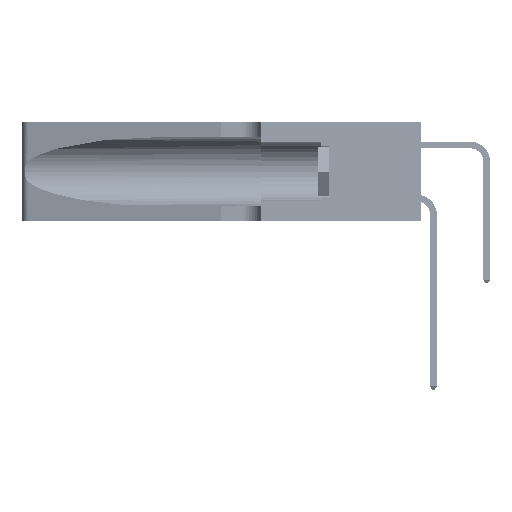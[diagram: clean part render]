
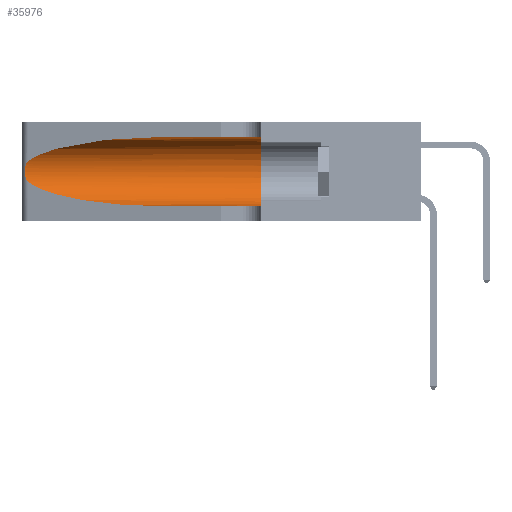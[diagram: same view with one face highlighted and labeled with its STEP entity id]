
A CAD part, left-side view. The second image highlights one B-rep face of the part: STEP entity #35976.
In plain terms, the highlighted cylindrical face has radius 3.308 mm (diameter 6.617 mm), a partial arc.
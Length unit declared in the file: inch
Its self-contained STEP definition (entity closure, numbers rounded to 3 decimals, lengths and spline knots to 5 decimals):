
#561 = CARTESIAN_POINT ( 'NONE',  ( 0.26075, 1.23896, 0.178 ) ) ;
#2066 = EDGE_CURVE ( 'NONE', #49413, #44911, #7631, .T. ) ;
#3071 = DIRECTION ( 'NONE',  ( 0., 0., 1. ) ) ;
#3073 = CIRCLE ( 'NONE', #47631, 0.13025 ) ;
#4009 = CARTESIAN_POINT ( 'NONE',  ( 0.25487, 1.22718, 0.14631 ) ) ;
#4917 = CARTESIAN_POINT ( 'NONE',  ( 0.25856, 1.23593, 0.16098 ) ) ;
#5431 = VECTOR ( 'NONE', #50795, 39.37008 ) ;
#5937 = CARTESIAN_POINT ( 'NONE',  ( 0.1305, 1.61858, 0.05475 ) ) ;
#7631 = LINE ( 'NONE', #5937, #40630 ) ;
#8429 = DIRECTION ( 'NONE',  ( 0., 0., -1. ) ) ;
#9284 = CARTESIAN_POINT ( 'NONE',  ( 0.25639, 1.23186, 0.15144 ) ) ;
#13136 = VERTEX_POINT ( 'NONE', #41610 ) ;
#13652 = CARTESIAN_POINT ( 'NONE',  ( 0.25487, 1.22718, 0.14631 ) ) ;
#13801 = CARTESIAN_POINT ( 'NONE',  ( 0.1305, 0.35, 0.05475 ) ) ;
#14008 = CARTESIAN_POINT ( 'NONE',  ( 0.25487, 1.22718, 0.14631 ) ) ;
#14528 = VERTEX_POINT ( 'NONE', #45981 ) ;
#14849 = EDGE_CURVE ( 'NONE', #13136, #20943, #38810, .T. ) ;
#14877 = EDGE_CURVE ( 'NONE', #20943, #49413, #48682, .T. ) ;
#15967 = EDGE_CURVE ( 'NONE', #45185, #44911, #3073, .T. ) ;
#16220 = CARTESIAN_POINT ( 'NONE',  ( 0.1305, 0.72297, 0.31525 ) ) ;
#16265 = ORIENTED_EDGE ( 'NONE', *, *, #14849, .T. ) ;
#17014 = LINE ( 'NONE', #20512, #5431 ) ;
#17846 = CARTESIAN_POINT ( 'NONE',  ( 0.25639, 1.23184, 0.21858 ) ) ;
#20512 = CARTESIAN_POINT ( 'NONE',  ( 0.1305, 1.61858, 0.31525 ) ) ;
#20943 = VERTEX_POINT ( 'NONE', #4009 ) ;
#21015 = AXIS2_PLACEMENT_3D ( 'NONE', #29993, #38570, #8429 ) ;
#22188 = CARTESIAN_POINT ( 'NONE',  ( 0.25854, 1.2359, 0.20912 ) ) ;
#22744 = CARTESIAN_POINT ( 'NONE',  ( 0.1305, 0.72297, 0.05475 ) ) ;
#22764 = ORIENTED_EDGE ( 'NONE', *, *, #14877, .T. ) ;
#23831 = EDGE_LOOP ( 'NONE', ( #34720, #16265, #22764, #26912, #32004, #34860 ) ) ;
#24937 = CARTESIAN_POINT ( 'NONE',  ( 0.25487, 1.22718, 0.22369 ) ) ;
#26347 = CARTESIAN_POINT ( 'NONE',  ( 0.25487, 1.22718, 0.22369 ) ) ;
#26539 = CARTESIAN_POINT ( 'NONE',  ( 0.26075, 1.23896, 0.19203 ) ) ;
#26912 = ORIENTED_EDGE ( 'NONE', *, *, #2066, .T. ) ;
#28005 = EDGE_CURVE ( 'NONE', #14528, #13136, #52783, .T. ) ;
#28213 = CARTESIAN_POINT ( 'NONE',  ( 0.1305, 0.72297, 0.05475 ) ) ;
#28996 = DIRECTION ( 'NONE',  ( 0., 1., 0. ) ) ;
#29993 = CARTESIAN_POINT ( 'NONE',  ( 0.1305, 1.61858, 0.185 ) ) ;
#30653 = CARTESIAN_POINT ( 'NONE',  ( 0.25555, 1.22994, 0.2215 ) ) ;
#30834 = CARTESIAN_POINT ( 'NONE',  ( 0.26017, 1.23833, 0.17102 ) ) ;
#32004 = ORIENTED_EDGE ( 'NONE', *, *, #15967, .F. ) ;
#32012 = DIRECTION ( 'NONE',  ( 0., -1., 0. ) ) ;
#34720 = ORIENTED_EDGE ( 'NONE', *, *, #28005, .T. ) ;
#34860 = ORIENTED_EDGE ( 'NONE', *, *, #52451, .F. ) ;
#35087 = CARTESIAN_POINT ( 'NONE',  ( 0.25789, 1.23486, 0.15765 ) ) ;
#35976 = ADVANCED_FACE ( 'NONE', ( #44462 ), #54445, .F. ) ;
#38570 = DIRECTION ( 'NONE',  ( 0., -1., 0. ) ) ;
#38810 = B_SPLINE_CURVE_WITH_KNOTS ( 'NONE', 3,
 ( #26347, #30653, #17846, #47779, #22188, #52092, #26539, #561, #30834, #4917, #35087, #9284, #39429, #13652 ),
 .UNSPECIFIED., .F., .F.,
 ( 4, 2, 2, 2, 2, 2, 4 ),
 ( 0., 0.00027, 0.00053, 0.00107, 0.0016, 0.00187, 0.00214 ),
 .UNSPECIFIED. ) ;
#39429 = CARTESIAN_POINT ( 'NONE',  ( 0.25555, 1.22993, 0.14849 ) ) ;
#39775 = CARTESIAN_POINT ( 'NONE',  ( 0.2373, 1.15595, 0.08982 ) ) ;
#40630 = VECTOR ( 'NONE', #32012, 39.37008 ) ;
#41610 = CARTESIAN_POINT ( 'NONE',  ( 0.25487, 1.22718, 0.22369 ) ) ;
#41923 = CARTESIAN_POINT ( 'NONE',  ( 0.18966, 0.96281, 0.31525 ) ) ;
#44462 = FACE_OUTER_BOUND ( 'NONE', #23831, .T. ) ;
#44911 = VERTEX_POINT ( 'NONE', #13801 ) ;
#45185 = VERTEX_POINT ( 'NONE', #45501 ) ;
#45501 = CARTESIAN_POINT ( 'NONE',  ( 0.1305, 0.35, 0.31525 ) ) ;
#45981 = CARTESIAN_POINT ( 'NONE',  ( 0.1305, 0.72297, 0.31525 ) ) ;
#47631 = AXIS2_PLACEMENT_3D ( 'NONE', #54503, #28996, #3071 ) ;
#47779 = CARTESIAN_POINT ( 'NONE',  ( 0.25787, 1.23484, 0.2124 ) ) ;
#48337 = CARTESIAN_POINT ( 'NONE',  ( 0.18966, 0.96281, 0.05475 ) ) ;
#48682 =( BOUNDED_CURVE ( )  B_SPLINE_CURVE ( 3, ( #14008, #39775, #48337, #22744 ),
 .UNSPECIFIED., .F., .F. ) 
 B_SPLINE_CURVE_WITH_KNOTS ( ( 4, 4 ),
 ( 3.44316, 4.71239 ),
 .UNSPECIFIED. ) 
 CURVE ( )  GEOMETRIC_REPRESENTATION_ITEM ( )  RATIONAL_B_SPLINE_CURVE ( ( 1., 0.87, 0.87, 1. ) ) 
 REPRESENTATION_ITEM ( '' )  );
#49413 = VERTEX_POINT ( 'NONE', #28213 ) ;
#50493 = CARTESIAN_POINT ( 'NONE',  ( 0.2373, 1.15595, 0.28018 ) ) ;
#50795 = DIRECTION ( 'NONE',  ( 0., -1., 0. ) ) ;
#52092 = CARTESIAN_POINT ( 'NONE',  ( 0.26018, 1.23835, 0.19895 ) ) ;
#52451 = EDGE_CURVE ( 'NONE', #14528, #45185, #17014, .T. ) ;
#52783 =( BOUNDED_CURVE ( )  B_SPLINE_CURVE ( 3, ( #16220, #41923, #50493, #24937 ),
 .UNSPECIFIED., .F., .T. ) 
 B_SPLINE_CURVE_WITH_KNOTS ( ( 4, 4 ),
 ( 1.5708, 2.84003 ),
 .UNSPECIFIED. ) 
 CURVE ( )  GEOMETRIC_REPRESENTATION_ITEM ( )  RATIONAL_B_SPLINE_CURVE ( ( 1., 0.87, 0.87, 1. ) ) 
 REPRESENTATION_ITEM ( '' )  );
#54445 = CYLINDRICAL_SURFACE ( 'NONE', #21015, 0.13025 ) ;
#54503 = CARTESIAN_POINT ( 'NONE',  ( 0.1305, 0.35, 0.185 ) ) ;
